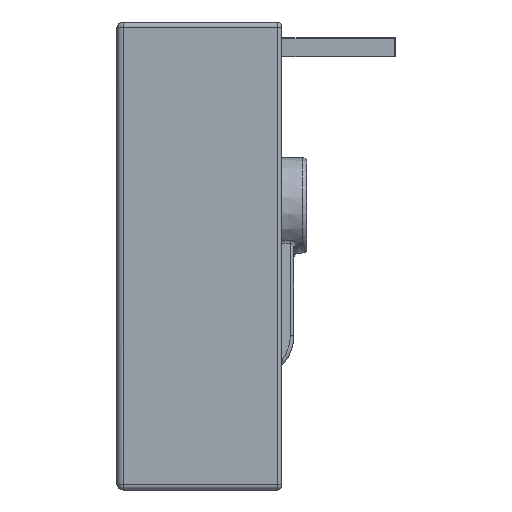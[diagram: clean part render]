
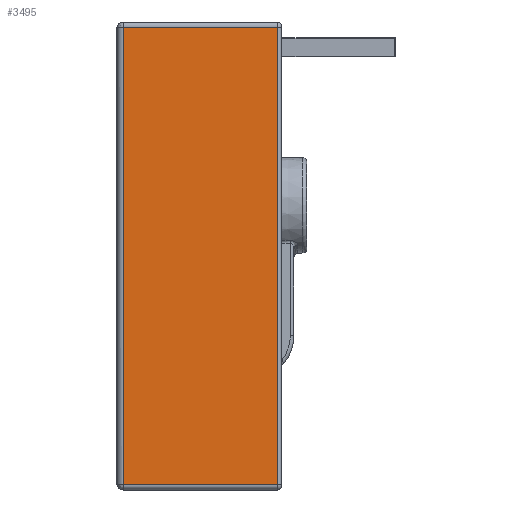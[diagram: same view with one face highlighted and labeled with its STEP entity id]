
A CAD part, left-side view. The second image highlights one B-rep face of the part: STEP entity #3495.
In plain terms, the highlighted planar face has unit normal (-1, 0, 0).
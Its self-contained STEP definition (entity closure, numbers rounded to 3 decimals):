
#505 = CARTESIAN_POINT ( 'NONE',  ( -250., 3., 181. ) ) ;
#648 = VERTEX_POINT ( 'NONE', #6123 ) ;
#1087 = ORIENTED_EDGE ( 'NONE', *, *, #1249, .T. ) ;
#1249 = EDGE_CURVE ( 'NONE', #648, #10276, #8733, .T. ) ;
#1259 = VERTEX_POINT ( 'NONE', #2912 ) ;
#1454 = CARTESIAN_POINT ( 'NONE',  ( -250., 130., 185. ) ) ;
#1745 = VECTOR ( 'NONE', #4124, 1000. ) ;
#1878 = EDGE_CURVE ( 'NONE', #10276, #1259, #9987, .T. ) ;
#1952 = VECTOR ( 'NONE', #7864, 1000. ) ;
#2267 = CARTESIAN_POINT ( 'NONE',  ( -250., 125., 185. ) ) ;
#2912 = CARTESIAN_POINT ( 'NONE',  ( -250., 3., -181. ) ) ;
#3495 = ADVANCED_FACE ( 'NONE', ( #8828 ), #3915, .F. ) ;
#3663 = VERTEX_POINT ( 'NONE', #4550 ) ;
#3755 = EDGE_CURVE ( 'NONE', #1259, #3663, #7739, .T. ) ;
#3915 = PLANE ( 'NONE',  #8736 ) ;
#4124 = DIRECTION ( 'NONE',  ( 0., -1., 0. ) ) ;
#4550 = CARTESIAN_POINT ( 'NONE',  ( -250., 3., 181. ) ) ;
#4615 = CARTESIAN_POINT ( 'NONE',  ( -250., 125., -181. ) ) ;
#4819 = VECTOR ( 'NONE', #8173, 1000. ) ;
#4856 = ORIENTED_EDGE ( 'NONE', *, *, #1878, .T. ) ;
#5150 = ORIENTED_EDGE ( 'NONE', *, *, #5834, .T. ) ;
#5834 = EDGE_CURVE ( 'NONE', #3663, #648, #6605, .T. ) ;
#6123 = CARTESIAN_POINT ( 'NONE',  ( -250., 125., 181. ) ) ;
#6605 = LINE ( 'NONE', #7313, #4819 ) ;
#7264 = DIRECTION ( 'NONE',  ( 0., 0., -1. ) ) ;
#7313 = CARTESIAN_POINT ( 'NONE',  ( -250., 130., 181. ) ) ;
#7739 = LINE ( 'NONE', #505, #10175 ) ;
#7864 = DIRECTION ( 'NONE',  ( 0., 0., -1. ) ) ;
#8173 = DIRECTION ( 'NONE',  ( 0., 1., 0. ) ) ;
#8733 = LINE ( 'NONE', #2267, #1952 ) ;
#8736 = AXIS2_PLACEMENT_3D ( 'NONE', #1454, #10482, #7264 ) ;
#8828 = FACE_OUTER_BOUND ( 'NONE', #10217, .T. ) ;
#9084 = CARTESIAN_POINT ( 'NONE',  ( -250., 130., -181. ) ) ;
#9258 = ORIENTED_EDGE ( 'NONE', *, *, #3755, .T. ) ;
#9551 = DIRECTION ( 'NONE',  ( 0., 0., 1. ) ) ;
#9987 = LINE ( 'NONE', #9084, #1745 ) ;
#10175 = VECTOR ( 'NONE', #9551, 1000. ) ;
#10217 = EDGE_LOOP ( 'NONE', ( #4856, #9258, #5150, #1087 ) ) ;
#10276 = VERTEX_POINT ( 'NONE', #4615 ) ;
#10482 = DIRECTION ( 'NONE',  ( 1., 0., 0. ) ) ;
